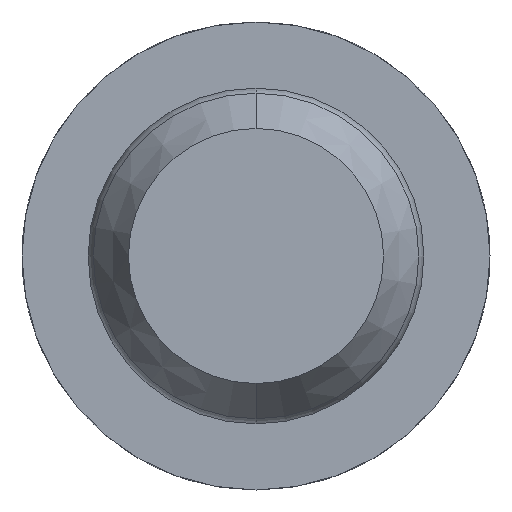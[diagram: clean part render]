
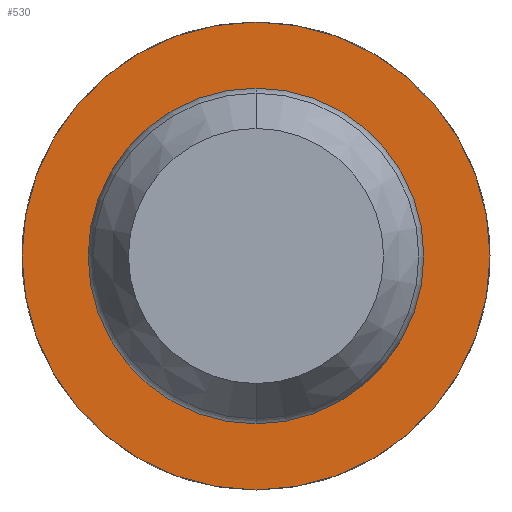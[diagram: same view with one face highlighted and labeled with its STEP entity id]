
A CAD part, front view. The second image highlights one B-rep face of the part: STEP entity #530.
In plain terms, the highlighted planar face has unit normal (0, -1, 0).
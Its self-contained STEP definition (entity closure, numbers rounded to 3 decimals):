
#46 = CIRCLE ( 'NONE', #753, 1.15 ) ;
#188 = DIRECTION ( 'NONE',  ( 0., 1., 0. ) ) ;
#289 = AXIS2_PLACEMENT_3D ( 'NONE', #1779, #3044, #1756 ) ;
#294 = CARTESIAN_POINT ( 'NONE',  ( 0., -10.5, 0.825 ) ) ;
#322 = DIRECTION ( 'NONE',  ( 0., 1., 0. ) ) ;
#387 = DIRECTION ( 'NONE',  ( 0., 1., 0. ) ) ;
#530 = ADVANCED_FACE ( 'Defeature ausgef�hrt3_35', ( #1218, #2064 ), #3654, .F. ) ;
#753 = AXIS2_PLACEMENT_3D ( 'NONE', #2000, #387, #2065 ) ;
#865 = CIRCLE ( 'NONE', #3447, 1.15 ) ;
#999 = EDGE_CURVE ( 'Defeature ausgef�hrt3_34+Defeature ausgef�hrt3_35+Defeature ausgef�hrt3_35+Defeature ausgef�hrt3_35', #1552, #3400, #46, .T. ) ;
#1106 = CARTESIAN_POINT ( 'NONE',  ( 0., -10.5, 1.15 ) ) ;
#1218 = FACE_OUTER_BOUND ( 'NONE', #2272, .T. ) ;
#1404 = CIRCLE ( 'NONE', #2972, 0.825 ) ;
#1437 = ORIENTED_EDGE ( 'NONE', *, *, #4150, .F. ) ;
#1464 = CARTESIAN_POINT ( 'NONE',  ( 0., -10.5, 0. ) ) ;
#1552 = VERTEX_POINT ( 'NONE', #3984 ) ;
#1615 = CARTESIAN_POINT ( 'NONE',  ( 0., -10.5, 0. ) ) ;
#1756 = DIRECTION ( 'NONE',  ( 0., 0., 1. ) ) ;
#1779 = CARTESIAN_POINT ( 'NONE',  ( 1.15, -10.5, 0. ) ) ;
#1798 = DIRECTION ( 'NONE',  ( 0., 0., 1. ) ) ;
#1971 = AXIS2_PLACEMENT_3D ( 'NONE', #2100, #2752, #1798 ) ;
#2000 = CARTESIAN_POINT ( 'NONE',  ( 0., -10.5, 0. ) ) ;
#2064 = FACE_BOUND ( 'NONE', #3539, .T. ) ;
#2065 = DIRECTION ( 'NONE',  ( 0., 0., 1. ) ) ;
#2100 = CARTESIAN_POINT ( 'NONE',  ( 0., -10.5, 0. ) ) ;
#2137 = EDGE_CURVE ( 'Defeature ausgef�hrt3_35+Defeature ausgef�hrt3_36+Defeature ausgef�hrt3_36+Defeature ausgef�hrt3_36', #3680, #2570, #1404, .T. ) ;
#2272 = EDGE_LOOP ( 'NONE', ( #1437, #2278 ) ) ;
#2278 = ORIENTED_EDGE ( 'NONE', *, *, #999, .F. ) ;
#2426 = CIRCLE ( 'NONE', #1971, 0.825 ) ;
#2568 = DIRECTION ( 'NONE',  ( 0., 0., 1. ) ) ;
#2570 = VERTEX_POINT ( 'NONE', #294 ) ;
#2752 = DIRECTION ( 'NONE',  ( 0., 1., 0. ) ) ;
#2972 = AXIS2_PLACEMENT_3D ( 'NONE', #1615, #322, #2568 ) ;
#3044 = DIRECTION ( 'NONE',  ( 0., 1., 0. ) ) ;
#3295 = CARTESIAN_POINT ( 'NONE',  ( 0., -10.5, -0.825 ) ) ;
#3324 = ORIENTED_EDGE ( 'NONE', *, *, #2137, .T. ) ;
#3400 = VERTEX_POINT ( 'NONE', #1106 ) ;
#3447 = AXIS2_PLACEMENT_3D ( 'NONE', #1464, #188, #4042 ) ;
#3539 = EDGE_LOOP ( 'NONE', ( #3747, #3324 ) ) ;
#3654 = PLANE ( 'NONE',  #289 ) ;
#3680 = VERTEX_POINT ( 'NONE', #3295 ) ;
#3747 = ORIENTED_EDGE ( 'NONE', *, *, #4140, .T. ) ;
#3984 = CARTESIAN_POINT ( 'NONE',  ( 0., -10.5, -1.15 ) ) ;
#4042 = DIRECTION ( 'NONE',  ( 0., 0., 1. ) ) ;
#4140 = EDGE_CURVE ( 'Defeature ausgef�hrt3_35+Defeature ausgef�hrt3_36+Defeature ausgef�hrt3_36+Defeature ausgef�hrt3_36', #2570, #3680, #2426, .T. ) ;
#4150 = EDGE_CURVE ( 'Defeature ausgef�hrt3_34+Defeature ausgef�hrt3_35+Defeature ausgef�hrt3_35+Defeature ausgef�hrt3_35', #3400, #1552, #865, .T. ) ;
